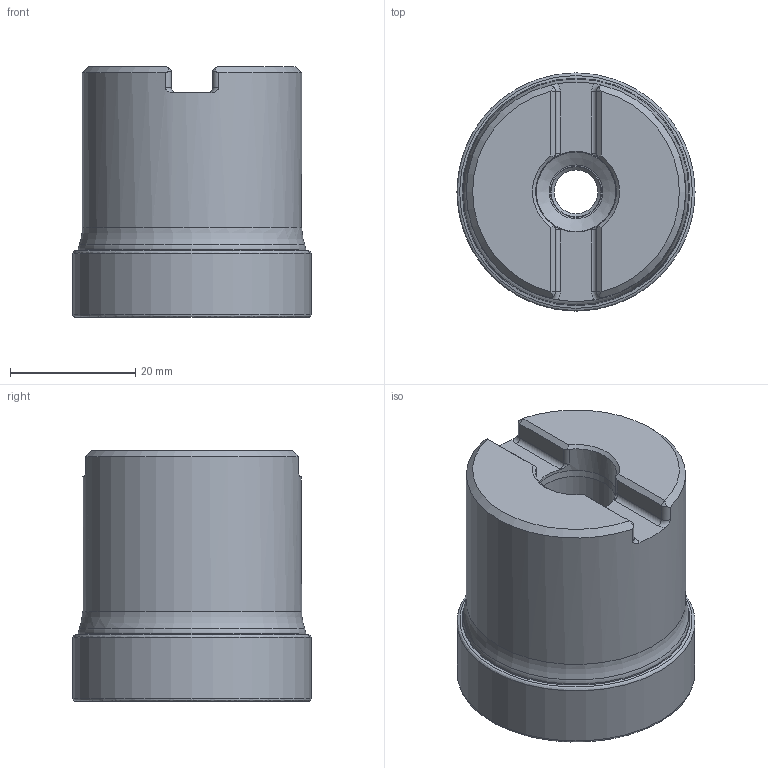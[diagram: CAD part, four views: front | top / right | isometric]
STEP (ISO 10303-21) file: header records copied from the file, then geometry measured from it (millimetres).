
FILE_DESCRIPTION(/* description */ (''),/* implementation_level */ '2;1');
FILE_NAME(/* name */ '202737657ndi000_00.stp',/* time_stamp */ '2019-12-04T07:18:54+01:00',/* author */ (''),/* organization */ (''),/* preprocessor_version */ 'ST-DEVELOPER v16.7',/* originating_system */ 'SIEMENS PLM Software NX 12.0',/* authorisation */ '');
FILE_SCHEMA (('AUTOMOTIVE_DESIGN { 1 0 10303 214 3 1 1 1 }'));
Length unit declared in the file: millimetre
Products named in the file (1): mp5418A4A6D7z4nx
Bounding box: 37.99 x 37.99 x 40 mm (x, y, z)
Volume: 40032.5 mm3; surface area: 10793.8 mm2
Topology: 2 solids, 2 shells, 96 faces, 224 edges, 132 vertices
Faces by surface type: cylinder 24, cone 21, torus 19, revolution 16, plane 16
Full cylindrical faces by diameter (mm): 7 x1, 11 x1, 12.705 x1, 12.9 x1, 35 x1, 36.265 x1
Entity records: 2790 total; most frequent: CARTESIAN_POINT 782, DIRECTION 416, ORIENTED_EDGE 342, AXIS2_PLACEMENT_3D 180, EDGE_CURVE 171, EDGE_LOOP 146, VERTEX_POINT 125, FACE_BOUND 100
